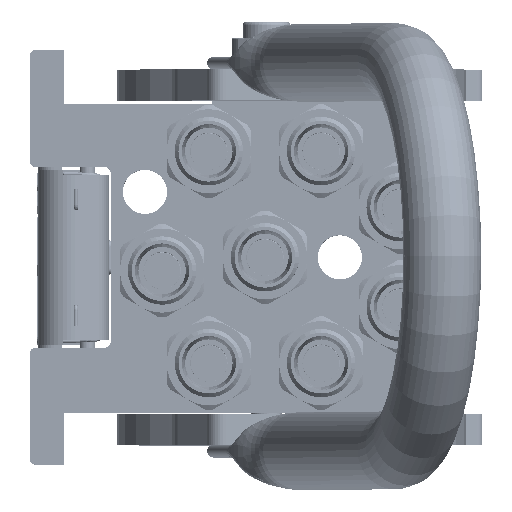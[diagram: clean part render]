
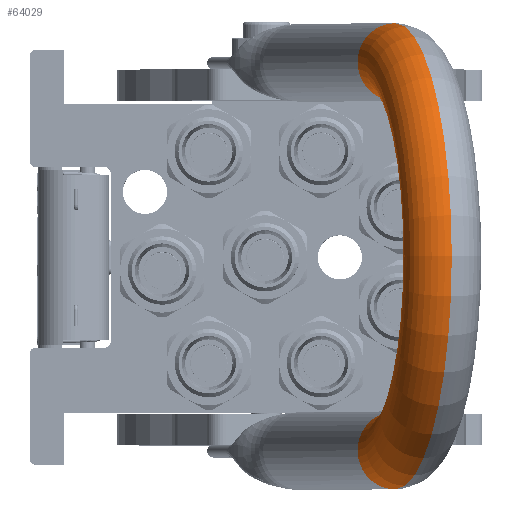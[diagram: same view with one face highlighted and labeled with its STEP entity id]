
A CAD part, top view. The second image highlights one B-rep face of the part: STEP entity #64029.
In plain terms, the highlighted toroidal (fillet/blend) face has major radius 62.25 mm and minor radius 12.5 mm.
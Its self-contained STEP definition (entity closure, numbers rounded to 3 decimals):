
#401 = ORIENTED_EDGE ( 'NONE', *, *, #50156, .F. ) ;
#4091 = DIRECTION ( 'NONE',  ( 0., 0., -1. ) ) ;
#11592 = ORIENTED_EDGE ( 'NONE', *, *, #93578, .T. ) ;
#12347 = ORIENTED_EDGE ( 'NONE', *, *, #84349, .F. ) ;
#13144 = DIRECTION ( 'NONE',  ( 0., 1., 0. ) ) ;
#13592 = CARTESIAN_POINT ( 'NONE',  ( 0., 0., 125.25 ) ) ;
#13763 = DIRECTION ( 'NONE',  ( -1., 0., 0. ) ) ;
#15716 = AXIS2_PLACEMENT_3D ( 'NONE', #118247, #4091, #13763 ) ;
#18471 = VERTEX_POINT ( 'NONE', #98945 ) ;
#19880 = CARTESIAN_POINT ( 'NONE',  ( 0., 0., 125.25 ) ) ;
#29171 = CIRCLE ( 'NONE', #97631, 74.75 ) ;
#31191 = DIRECTION ( 'NONE',  ( -1., 0., 0. ) ) ;
#32791 = CARTESIAN_POINT ( 'NONE',  ( -62.25, 0., 125.25 ) ) ;
#48718 = CARTESIAN_POINT ( 'NONE',  ( 0., 0., 125.25 ) ) ;
#50156 = EDGE_CURVE ( 'NONE', #112368, #18471, #62505, .T. ) ;
#58428 = DIRECTION ( 'NONE',  ( 0., 1., 0. ) ) ;
#61732 = DIRECTION ( 'NONE',  ( 1., 0., 0. ) ) ;
#62505 = CIRCLE ( 'NONE', #15716, 12.5 ) ;
#64029 = ADVANCED_FACE ( 'NONE', ( #94388 ), #73290, .T. ) ;
#73290 = TOROIDAL_SURFACE ( 'NONE', #124516, 62.25, 12.5 ) ;
#76809 = AXIS2_PLACEMENT_3D ( 'NONE', #32791, #99941, #79736 ) ;
#77255 = CARTESIAN_POINT ( 'NONE',  ( 49.75, 0., 125.25 ) ) ;
#79313 = CIRCLE ( 'NONE', #76809, 12.5 ) ;
#79736 = DIRECTION ( 'NONE',  ( 1., 0., 0. ) ) ;
#81297 = CARTESIAN_POINT ( 'NONE',  ( -49.75, 0., 125.25 ) ) ;
#84349 = EDGE_CURVE ( 'NONE', #97407, #112368, #117723, .T. ) ;
#87316 = DIRECTION ( 'NONE',  ( 0., 1., 0. ) ) ;
#93578 = EDGE_CURVE ( 'NONE', #113321, #18471, #29171, .T. ) ;
#94327 = CARTESIAN_POINT ( 'NONE',  ( -74.75, 0., 125.25 ) ) ;
#94388 = FACE_OUTER_BOUND ( 'NONE', #103194, .T. ) ;
#97407 = VERTEX_POINT ( 'NONE', #81297 ) ;
#97631 = AXIS2_PLACEMENT_3D ( 'NONE', #19880, #58428, #31191 ) ;
#98945 = CARTESIAN_POINT ( 'NONE',  ( 74.75, 0., 125.25 ) ) ;
#99941 = DIRECTION ( 'NONE',  ( 0., 0., 1. ) ) ;
#103194 = EDGE_LOOP ( 'NONE', ( #11592, #401, #12347, #114565 ) ) ;
#107810 = EDGE_CURVE ( 'NONE', #97407, #113321, #79313, .T. ) ;
#112368 = VERTEX_POINT ( 'NONE', #77255 ) ;
#113321 = VERTEX_POINT ( 'NONE', #94327 ) ;
#113881 = AXIS2_PLACEMENT_3D ( 'NONE', #48718, #87316, #122012 ) ;
#114565 = ORIENTED_EDGE ( 'NONE', *, *, #107810, .T. ) ;
#117723 = CIRCLE ( 'NONE', #113881, 49.75 ) ;
#118247 = CARTESIAN_POINT ( 'NONE',  ( 62.25, 0., 125.25 ) ) ;
#122012 = DIRECTION ( 'NONE',  ( -1., 0., 0. ) ) ;
#124516 = AXIS2_PLACEMENT_3D ( 'NONE', #13592, #13144, #61732 ) ;
